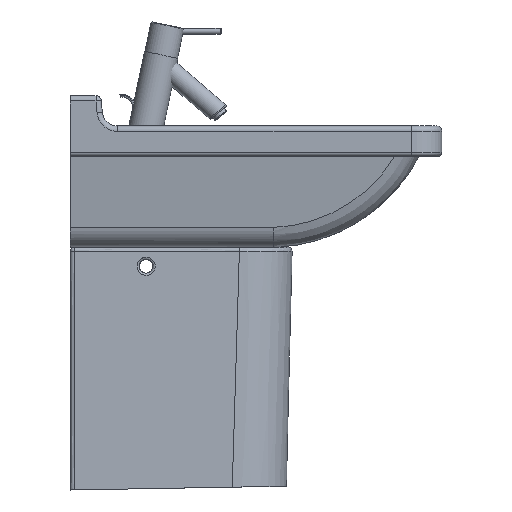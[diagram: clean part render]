
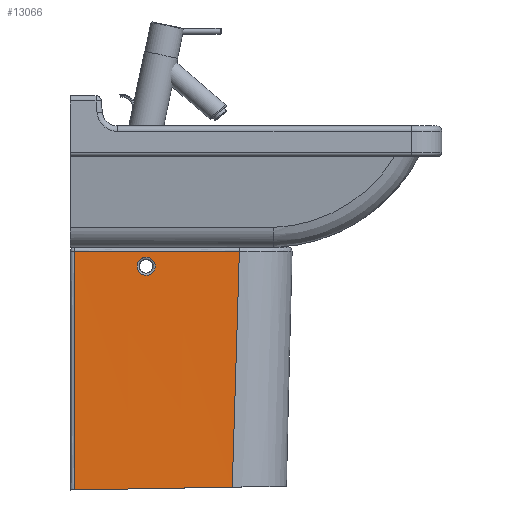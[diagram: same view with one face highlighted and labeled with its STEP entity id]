
A CAD part, left-side view. The second image highlights one B-rep face of the part: STEP entity #13066.
In plain terms, the highlighted free-form (B-spline) face has degree [3, 3] with [4, 4] control points.
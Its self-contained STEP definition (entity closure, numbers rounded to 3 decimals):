
#11699=CARTESIAN_POINT('',(81.384,-71.342,-3.748));
#11700=VERTEX_POINT('',#11699);
#11735=CARTESIAN_POINT('',(91.215,137.073,-0.092));
#11736=VERTEX_POINT('',#11735);
#11737=CARTESIAN_POINT('',(91.215,137.073,-0.092));
#11738=CARTESIAN_POINT('',(89.616,103.205,-0.686));
#11739=CARTESIAN_POINT('',(88.019,69.368,-1.28));
#11740=CARTESIAN_POINT('',(86.421,35.496,-1.874));
#11741=CARTESIAN_POINT('',(84.741,-0.129,-2.499));
#11742=CARTESIAN_POINT('',(83.063,-35.717,-3.123));
#11743=CARTESIAN_POINT('',(81.384,-71.342,-3.748));
#11744=B_SPLINE_CURVE_WITH_KNOTS('',3,(#11737,#11738,#11739,#11740,#11741,#11742,#11743),.UNSPECIFIED.,.F.,.U.,(4,3,4),(-20.875,-10.701,0.0),.UNSPECIFIED.);
#11745=EDGE_CURVE('',#11736,#11700,#11744,.T.);
#12006=CARTESIAN_POINT('',(81.857,-80.75,-314.986));
#12007=VERTEX_POINT('',#12006);
#12036=CARTESIAN_POINT('',(81.857,-80.75,-314.986));
#12037=CARTESIAN_POINT('',(81.699,-77.614,-211.24));
#12038=CARTESIAN_POINT('',(81.542,-74.478,-107.494));
#12039=CARTESIAN_POINT('',(81.384,-71.342,-3.748));
#12040=B_SPLINE_CURVE_WITH_KNOTS('',3,(#12036,#12037,#12038,#12039),.UNSPECIFIED.,.F.,.U.,(4,4),(0.016,0.988),.UNSPECIFIED.);
#12041=EDGE_CURVE('',#12007,#11700,#12040,.T.);
#12509=CARTESIAN_POINT('',(91.238,137.094,-315.));
#12510=VERTEX_POINT('',#12509);
#12511=CARTESIAN_POINT('',(91.215,137.073,-0.092));
#12512=CARTESIAN_POINT('',(91.223,137.081,-105.061));
#12513=CARTESIAN_POINT('',(91.23,137.087,-210.03));
#12514=CARTESIAN_POINT('',(91.238,137.094,-315.));
#12515=B_SPLINE_CURVE_WITH_KNOTS('',3,(#12511,#12512,#12513,#12514),.UNSPECIFIED.,.F.,.U.,(4,4),(-31.491,0.0),.UNSPECIFIED.);
#12516=EDGE_CURVE('',#11736,#12510,#12515,.T.);
#12852=CARTESIAN_POINT('',(91.238,137.094,-315.));
#12853=CARTESIAN_POINT('',(88.111,64.479,-314.995));
#12854=CARTESIAN_POINT('',(84.984,-8.135,-314.991));
#12855=CARTESIAN_POINT('',(81.857,-80.75,-314.986));
#12856=B_SPLINE_CURVE_WITH_KNOTS('',3,(#12852,#12853,#12854,#12855),.UNSPECIFIED.,.F.,.U.,(4,4),(-21.805,0.0),.UNSPECIFIED.);
#12857=EDGE_CURVE('',#12510,#12007,#12856,.T.);
#13019=CARTESIAN_POINT('',(81.857,-80.75,-315.));
#13020=CARTESIAN_POINT('',(84.966,-8.542,-315.));
#13021=CARTESIAN_POINT('',(88.11,64.461,-315.));
#13022=CARTESIAN_POINT('',(91.238,137.094,-315.));
#13023=CARTESIAN_POINT('',(81.698,-77.577,-210.03));
#13024=CARTESIAN_POINT('',(84.865,-6.266,-210.03));
#13025=CARTESIAN_POINT('',(88.055,65.574,-210.03));
#13026=CARTESIAN_POINT('',(91.234,137.168,-210.03));
#13027=CARTESIAN_POINT('',(81.538,-74.404,-105.061));
#13028=CARTESIAN_POINT('',(84.763,-3.991,-105.061));
#13029=CARTESIAN_POINT('',(87.999,66.688,-105.061));
#13030=CARTESIAN_POINT('',(91.23,137.243,-105.061));
#13031=CARTESIAN_POINT('',(81.379,-71.231,-0.092));
#13032=CARTESIAN_POINT('',(84.661,-1.715,-0.092));
#13033=CARTESIAN_POINT('',(87.944,67.801,-0.092));
#13034=CARTESIAN_POINT('',(91.226,137.317,-0.092));
#13035=B_SPLINE_SURFACE_WITH_KNOTS('',3,3,((#13019,#13023,#13027,#13031),(#13020,#13024,#13028,#13032),(#13021,#13025,#13029,#13033),(#13022,#13026,#13030,#13034)),.UNSPECIFIED.,.F.,.F.,.U.,(4,4),(4,4),(0.0,0.977),(0.016,1.),.UNSPECIFIED.);
#13036=ORIENTED_EDGE('',*,*,#11745,.T.);
#13037=ORIENTED_EDGE('',*,*,#12041,.F.);
#13038=ORIENTED_EDGE('',*,*,#12857,.F.);
#13039=ORIENTED_EDGE('',*,*,#12516,.F.);
#13040=EDGE_LOOP('',(#13036,#13037,#13038,#13039));
#13041=FACE_OUTER_BOUND('',#13040,.T.);
#13042=CARTESIAN_POINT('',(87.285,46.195,-283.688));
#13043=VERTEX_POINT('',#13042);
#13044=CARTESIAN_POINT('',(87.285,46.197,-283.687));
#13045=CARTESIAN_POINT('',(87.211,44.515,-283.089));
#13046=CARTESIAN_POINT('',(87.051,40.847,-282.657));
#13047=CARTESIAN_POINT('',(86.827,35.634,-284.452));
#13048=CARTESIAN_POINT('',(86.662,31.701,-288.345));
#13049=CARTESIAN_POINT('',(86.589,29.854,-293.558));
#13050=CARTESIAN_POINT('',(86.623,30.446,-299.022));
#13051=CARTESIAN_POINT('',(86.769,33.673,-304.25));
#13052=CARTESIAN_POINT('',(86.988,38.642,-306.911));
#13053=CARTESIAN_POINT('',(87.197,43.487,-307.101));
#13054=CARTESIAN_POINT('',(87.398,48.173,-305.886));
#13055=CARTESIAN_POINT('',(87.578,52.457,-302.228));
#13056=CARTESIAN_POINT('',(87.661,54.506,-296.435));
#13057=CARTESIAN_POINT('',(87.629,53.912,-290.968));
#13058=CARTESIAN_POINT('',(87.497,51.005,-286.262));
#13059=CARTESIAN_POINT('',(87.359,47.879,-284.285));
#13060=CARTESIAN_POINT('',(87.285,46.197,-283.687));
#13061=B_SPLINE_CURVE_WITH_KNOTS('',3,(#13044,#13045,#13046,#13047,#13048,#13049,#13050,#13051,#13052,#13053,#13054,#13055,#13056,#13057,#13058,#13059,#13060),.UNSPECIFIED.,.T.,.U.,(4,1,1,1,1,1,1,1,1,1,1,1,1,1,4),(0.0,0.405,0.81,1.216,1.621,2.026,2.431,2.971,3.242,3.512,4.052,4.457,4.862,5.267,5.673),.UNSPECIFIED.);
#13062=EDGE_CURVE('',#13043,#13043,#13061,.T.);
#13063=ORIENTED_EDGE('',*,*,#13062,.F.);
#13064=EDGE_LOOP('',(#13063));
#13065=FACE_BOUND('',#13064,.T.);
#13066=ADVANCED_FACE('',(#13041,#13065),#13035,.T.);
